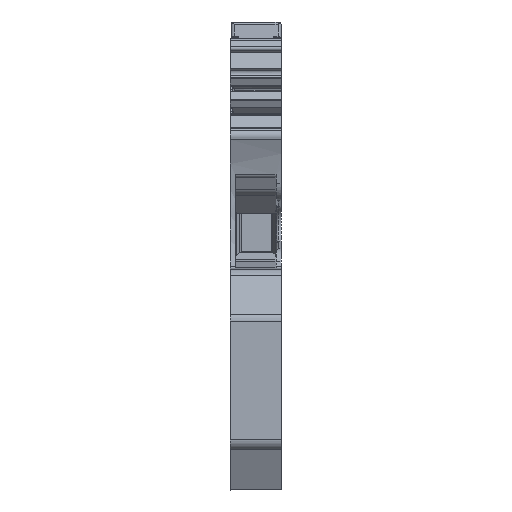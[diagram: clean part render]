
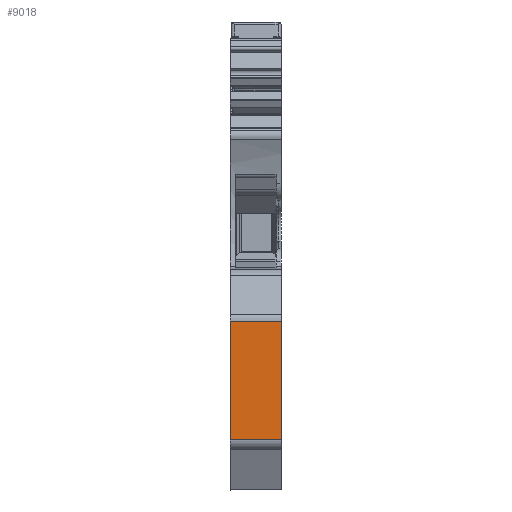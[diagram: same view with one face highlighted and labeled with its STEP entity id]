
A CAD part, front view. The second image highlights one B-rep face of the part: STEP entity #9018.
In plain terms, the highlighted planar face has unit normal (0, -1, 0).
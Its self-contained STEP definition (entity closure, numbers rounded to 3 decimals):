
#9005=AXIS2_PLACEMENT_3D('Plane Axis2P3D',#9002,#9003,#9004) ;
#1612=CARTESIAN_POINT('Vertex',(5.03,0.,16.516)) ;
#1615=CARTESIAN_POINT('Line Origine',(5.03,0.,10.723)) ;
#1619=CARTESIAN_POINT('Vertex',(5.03,0.,4.93)) ;
#3436=CARTESIAN_POINT('Vertex',(0.,0.,4.93)) ;
#3439=CARTESIAN_POINT('Line Origine',(0.,0.,10.723)) ;
#3443=CARTESIAN_POINT('Vertex',(0.,0.,16.516)) ;
#8990=CARTESIAN_POINT('Line Origine',(2.515,0.,16.516)) ;
#9002=CARTESIAN_POINT('Axis2P3D Location',(0.,0.,4.93)) ;
#9007=CARTESIAN_POINT('Line Origine',(2.515,0.,4.93)) ;
#1616=DIRECTION('Vector Direction',(0.,0.,1.)) ;
#3440=DIRECTION('Vector Direction',(0.,0.,1.)) ;
#8991=DIRECTION('Vector Direction',(1.,0.,0.)) ;
#9003=DIRECTION('Axis2P3D Direction',(0.,1.,0.)) ;
#9004=DIRECTION('Axis2P3D XDirection',(0.,0.,1.)) ;
#9008=DIRECTION('Vector Direction',(1.,0.,0.)) ;
#1617=VECTOR('Line Direction',#1616,1.) ;
#3441=VECTOR('Line Direction',#3440,1.) ;
#8992=VECTOR('Line Direction',#8991,1.) ;
#9009=VECTOR('Line Direction',#9008,1.) ;
#9013=ORIENTED_EDGE('',*,*,#8994,.F.) ;
#9014=ORIENTED_EDGE('',*,*,#3445,.T.) ;
#9015=ORIENTED_EDGE('',*,*,#9011,.T.) ;
#9016=ORIENTED_EDGE('',*,*,#1621,.F.) ;
#9018=ADVANCED_FACE('KLTR',(#9017),#9006,.F.) ;
#1621=EDGE_CURVE('',#1613,#1620,#1618,.F.) ;
#3445=EDGE_CURVE('',#3444,#3437,#3442,.F.) ;
#8994=EDGE_CURVE('',#3444,#1613,#8993,.T.) ;
#9011=EDGE_CURVE('',#3437,#1620,#9010,.T.) ;
#9012=EDGE_LOOP('',(#9013,#9014,#9015,#9016)) ;
#9017=FACE_OUTER_BOUND('',#9012,.T.) ;
#1618=LINE('Line',#1615,#1617) ;
#3442=LINE('Line',#3439,#3441) ;
#8993=LINE('Line',#8990,#8992) ;
#9010=LINE('Line',#9007,#9009) ;
#9006=PLANE('',#9005) ;
#1613=VERTEX_POINT('',#1612) ;
#1620=VERTEX_POINT('',#1619) ;
#3437=VERTEX_POINT('',#3436) ;
#3444=VERTEX_POINT('',#3443) ;
